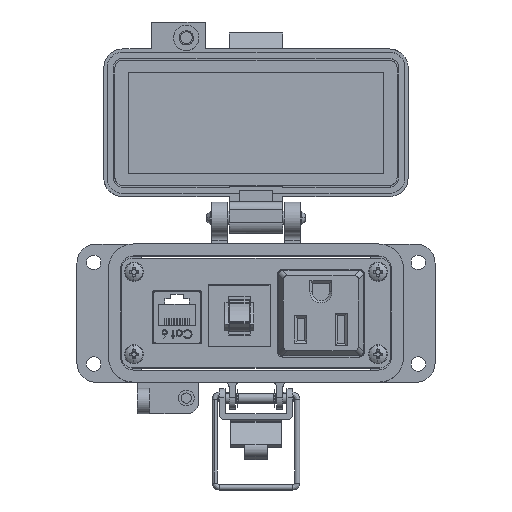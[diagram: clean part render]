
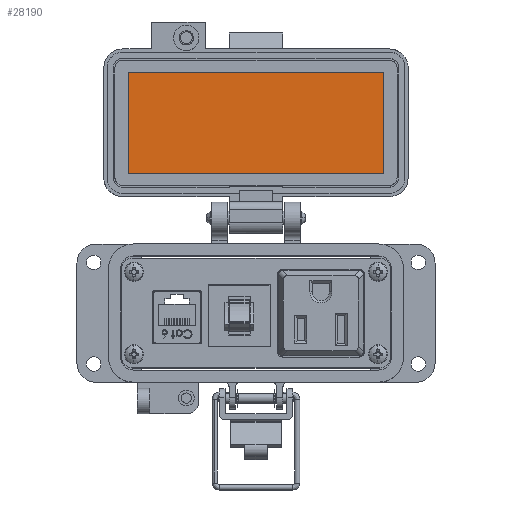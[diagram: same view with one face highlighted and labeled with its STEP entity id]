
A CAD part, top view. The second image highlights one B-rep face of the part: STEP entity #28190.
In plain terms, the highlighted planar face has unit normal (0, 0, 1).
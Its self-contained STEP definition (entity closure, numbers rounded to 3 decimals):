
#2805 = VECTOR ( 'NONE', #27261, 1000. ) ;
#2932 = LINE ( 'NONE', #8677, #22472 ) ;
#3848 = VERTEX_POINT ( 'NONE', #8956 ) ;
#7189 = VERTEX_POINT ( 'NONE', #51909 ) ;
#8677 = CARTESIAN_POINT ( 'NONE',  ( -40.25, 67.154, -25.55 ) ) ;
#8956 = CARTESIAN_POINT ( 'NONE',  ( -40.25, 51.154, -25.55 ) ) ;
#9326 = VECTOR ( 'NONE', #49082, 1000. ) ;
#9542 = VECTOR ( 'NONE', #36603, 1000. ) ;
#10465 = ORIENTED_EDGE ( 'NONE', *, *, #35067, .F. ) ;
#10701 = CARTESIAN_POINT ( 'NONE',  ( -8.5, 83.154, -25.55 ) ) ;
#12794 = LINE ( 'NONE', #15322, #9542 ) ;
#14683 = ORIENTED_EDGE ( 'NONE', *, *, #50741, .F. ) ;
#15210 = LINE ( 'NONE', #10701, #2805 ) ;
#15322 = CARTESIAN_POINT ( 'NONE',  ( 40.25, 67.154, -25.55 ) ) ;
#16402 = ORIENTED_EDGE ( 'NONE', *, *, #53686, .F. ) ;
#16466 = EDGE_LOOP ( 'NONE', ( #10465, #16402, #30033, #14683 ) ) ;
#20756 = CARTESIAN_POINT ( 'NONE',  ( -8.5, 67.154, -25.55 ) ) ;
#20919 = EDGE_CURVE ( 'NONE', #7189, #3848, #42524, .T. ) ;
#22472 = VECTOR ( 'NONE', #33614, 1000. ) ;
#24172 = CARTESIAN_POINT ( 'NONE',  ( -40.25, 83.154, -25.55 ) ) ;
#24931 = DIRECTION ( 'NONE',  ( 0., -1., 0. ) ) ;
#27261 = DIRECTION ( 'NONE',  ( 1., 0., 0. ) ) ;
#28190 = ADVANCED_FACE ( 'NONE', ( #42943 ), #53971, .T. ) ;
#30033 = ORIENTED_EDGE ( 'NONE', *, *, #20919, .F. ) ;
#33614 = DIRECTION ( 'NONE',  ( 0., 1., 0. ) ) ;
#35067 = EDGE_CURVE ( 'NONE', #50793, #46072, #15210, .T. ) ;
#36603 = DIRECTION ( 'NONE',  ( 0., -1., 0. ) ) ;
#40569 = CARTESIAN_POINT ( 'NONE',  ( 40.25, 83.154, -25.55 ) ) ;
#42524 = LINE ( 'NONE', #44869, #9326 ) ;
#42943 = FACE_OUTER_BOUND ( 'NONE', #16466, .T. ) ;
#44869 = CARTESIAN_POINT ( 'NONE',  ( 42., 51.154, -25.55 ) ) ;
#46072 = VERTEX_POINT ( 'NONE', #40569 ) ;
#49082 = DIRECTION ( 'NONE',  ( -1., 0., 0. ) ) ;
#49952 = DIRECTION ( 'NONE',  ( 0., 0., 1. ) ) ;
#50741 = EDGE_CURVE ( 'NONE', #46072, #7189, #12794, .T. ) ;
#50793 = VERTEX_POINT ( 'NONE', #24172 ) ;
#51909 = CARTESIAN_POINT ( 'NONE',  ( 40.25, 51.154, -25.55 ) ) ;
#53686 = EDGE_CURVE ( 'NONE', #3848, #50793, #2932, .T. ) ;
#53971 = PLANE ( 'NONE',  #53995 ) ;
#53995 = AXIS2_PLACEMENT_3D ( 'NONE', #20756, #49952, #24931 ) ;
